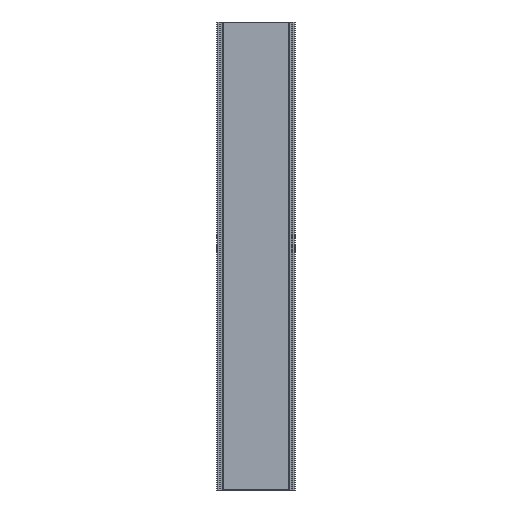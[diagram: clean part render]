
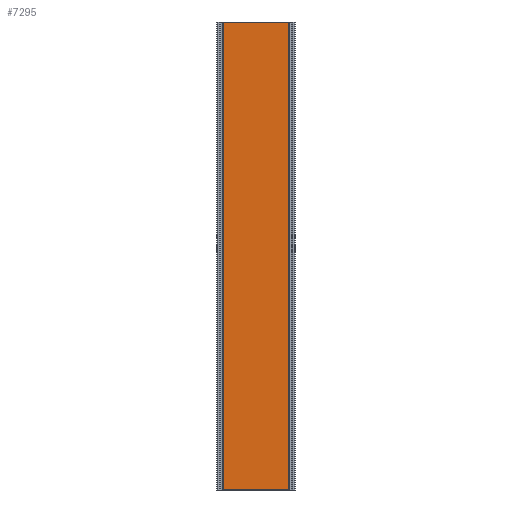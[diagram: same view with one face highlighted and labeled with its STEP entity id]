
A CAD part, front view. The second image highlights one B-rep face of the part: STEP entity #7295.
In plain terms, the highlighted planar face has unit normal (0, -1, 0).
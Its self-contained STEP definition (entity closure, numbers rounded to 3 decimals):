
#7064=DIRECTION('',(-1.,0.,0.));
#7065=VECTOR('',#7064,335.);
#7066=CARTESIAN_POINT('',(167.5,0.,0.));
#7067=LINE('',#7066,#7065);
#7068=DIRECTION('',(0.,0.,1.));
#7069=VECTOR('',#7068,2399.);
#7070=CARTESIAN_POINT('',(-167.5,0.,-2399.));
#7071=LINE('',#7070,#7069);
#7076=DIRECTION('',(-1.,0.,0.));
#7077=VECTOR('',#7076,335.);
#7078=CARTESIAN_POINT('',(167.5,0.,-2399.));
#7079=LINE('',#7078,#7077);
#7080=DIRECTION('',(0.,0.,-1.));
#7081=VECTOR('',#7080,2399.);
#7082=CARTESIAN_POINT('',(167.5,0.,0.));
#7083=LINE('',#7082,#7081);
#7184=CARTESIAN_POINT('',(167.5,0.,0.));
#7185=CARTESIAN_POINT('',(167.5,0.,-2399.));
#7186=VERTEX_POINT('',#7184);
#7187=VERTEX_POINT('',#7185);
#7204=CARTESIAN_POINT('',(-167.5,0.,-2399.));
#7205=VERTEX_POINT('',#7204);
#7216=CARTESIAN_POINT('',(-167.5,0.,0.));
#7217=VERTEX_POINT('',#7216);
#7282=CARTESIAN_POINT('',(-170.5,0.,-2399.));
#7283=DIRECTION('',(0.,-1.,0.));
#7284=DIRECTION('',(0.,0.,-1.));
#7285=AXIS2_PLACEMENT_3D('',#7282,#7283,#7284);
#7286=PLANE('',#7285);
#7287=ORIENTED_EDGE('',*,*,#7262,.F.);
#7289=ORIENTED_EDGE('',*,*,#7288,.T.);
#7291=ORIENTED_EDGE('',*,*,#7290,.T.);
#7292=ORIENTED_EDGE('',*,*,#7272,.T.);
#7293=EDGE_LOOP('',(#7287,#7289,#7291,#7292));
#7294=FACE_OUTER_BOUND('',#7293,.F.);
#7295=ADVANCED_FACE('',(#7294),#7286,.T.);
#7262=EDGE_CURVE('',#7186,#7217,#7067,.T.);
#7272=EDGE_CURVE('',#7205,#7217,#7071,.T.);
#7288=EDGE_CURVE('',#7186,#7187,#7083,.T.);
#7290=EDGE_CURVE('',#7187,#7205,#7079,.T.);
